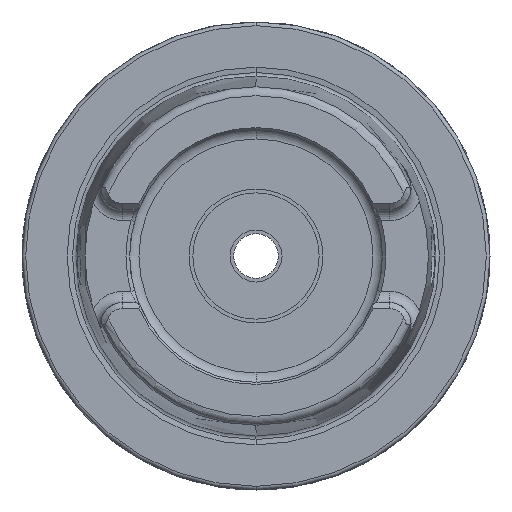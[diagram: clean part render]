
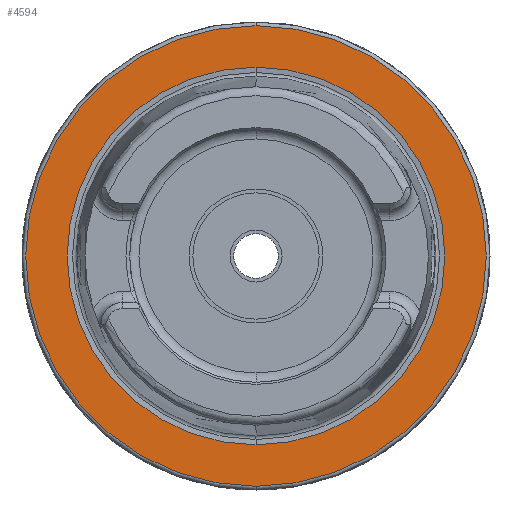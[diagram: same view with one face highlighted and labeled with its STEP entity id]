
A CAD part, left-side view. The second image highlights one B-rep face of the part: STEP entity #4594.
In plain terms, the highlighted planar face has unit normal (-1, 0, 0).
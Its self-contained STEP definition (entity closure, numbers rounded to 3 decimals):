
#1046=CARTESIAN_POINT('',(0.,0.,0.));
#1047=DIRECTION('',(1.,0.,0.));
#1048=DIRECTION('',(0.,0.,-1.));
#1049=AXIS2_PLACEMENT_3D('',#1046,#1047,#1048);
#1051=CARTESIAN_POINT('',(0.,0.,0.));
#1052=DIRECTION('',(1.,0.,0.));
#1053=DIRECTION('',(0.,0.,1.));
#1054=AXIS2_PLACEMENT_3D('',#1051,#1052,#1053);
#1056=CARTESIAN_POINT('',(0.,0.,0.));
#1057=DIRECTION('',(-1.,0.,0.));
#1058=DIRECTION('',(0.,0.,1.));
#1059=AXIS2_PLACEMENT_3D('',#1056,#1057,#1058);
#1061=CARTESIAN_POINT('',(0.,0.,0.));
#1062=DIRECTION('',(-1.,0.,0.));
#1063=DIRECTION('',(0.,0.,-1.));
#1064=AXIS2_PLACEMENT_3D('',#1061,#1062,#1063);
#2898=CARTESIAN_POINT('',(0.,0.,-25.42));
#2899=CARTESIAN_POINT('',(0.,0.,25.42));
#2900=VERTEX_POINT('',#2898);
#2901=VERTEX_POINT('',#2899);
#3207=CARTESIAN_POINT('',(0.,0.,31.));
#3208=CARTESIAN_POINT('',(0.,0.,-31.));
#3209=VERTEX_POINT('',#3207);
#3210=VERTEX_POINT('',#3208);
#4578=CARTESIAN_POINT('',(0.,0.,0.));
#4579=DIRECTION('',(1.,0.,0.));
#4580=DIRECTION('',(0.,0.,1.));
#4581=AXIS2_PLACEMENT_3D('',#4578,#4579,#4580);
#4582=PLANE('',#4581);
#4583=ORIENTED_EDGE('',*,*,#4568,.F.);
#4585=ORIENTED_EDGE('',*,*,#4584,.F.);
#4586=EDGE_LOOP('',(#4583,#4585));
#4587=FACE_OUTER_BOUND('',#4586,.F.);
#4589=ORIENTED_EDGE('',*,*,#4588,.F.);
#4591=ORIENTED_EDGE('',*,*,#4590,.F.);
#4592=EDGE_LOOP('',(#4589,#4591));
#4593=FACE_BOUND('',#4592,.F.);
#4594=ADVANCED_FACE('',(#4587,#4593),#4582,.F.);
#1050=CIRCLE('',#1049,25.42);
#1055=CIRCLE('',#1054,25.42);
#1060=CIRCLE('',#1059,31.);
#1065=CIRCLE('',#1064,31.);
#4568=EDGE_CURVE('',#3209,#3210,#1060,.T.);
#4584=EDGE_CURVE('',#3210,#3209,#1065,.T.);
#4588=EDGE_CURVE('',#2900,#2901,#1050,.T.);
#4590=EDGE_CURVE('',#2901,#2900,#1055,.T.);
